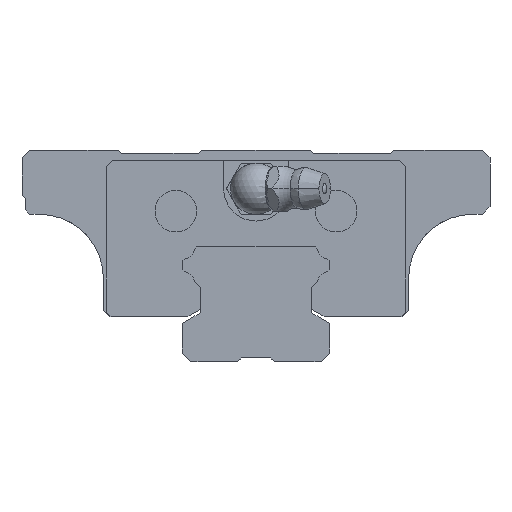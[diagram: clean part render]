
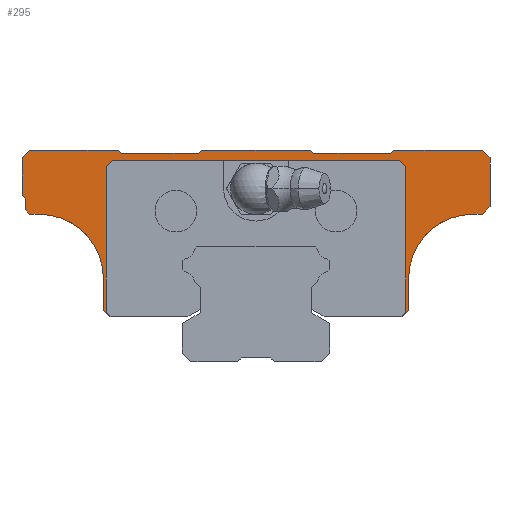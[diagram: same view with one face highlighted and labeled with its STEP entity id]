
A CAD part, front view. The second image highlights one B-rep face of the part: STEP entity #295.
In plain terms, the highlighted planar face has unit normal (0, -1, 0).
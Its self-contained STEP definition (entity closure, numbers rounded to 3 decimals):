
#295=ADVANCED_FACE('',(#646),#647,.T.);
#646=FACE_OUTER_BOUND('',#1174,.T.);
#647=PLANE('',#1175);
#1174=EDGE_LOOP('',(#2335,#2336,#2337,#2338,#2339,#2340,#2341,#2342,#2343,#2344,#2345,#2346,#2347,#2348,#2349,#2350,#2351,#2352,#2353,#2354,#2355,#2356,#2357,#2358,#2359,#2360,#2361,#2362,#2363,#2364,#2365,#2366,#2367,#2368));
#1175=AXIS2_PLACEMENT_3D('',#2369,#2370,#2371);
#2335=ORIENTED_EDGE('',*,*,#3389,.F.);
#2336=ORIENTED_EDGE('',*,*,#3583,.T.);
#2337=ORIENTED_EDGE('',*,*,#3377,.T.);
#2338=ORIENTED_EDGE('',*,*,#3595,.F.);
#2339=ORIENTED_EDGE('',*,*,#3531,.T.);
#2340=ORIENTED_EDGE('',*,*,#3444,.F.);
#2341=ORIENTED_EDGE('',*,*,#3546,.F.);
#2342=ORIENTED_EDGE('',*,*,#3596,.F.);
#2343=ORIENTED_EDGE('',*,*,#3518,.F.);
#2344=ORIENTED_EDGE('',*,*,#3581,.T.);
#2345=ORIENTED_EDGE('',*,*,#3534,.T.);
#2346=ORIENTED_EDGE('',*,*,#3597,.T.);
#2347=ORIENTED_EDGE('',*,*,#3450,.T.);
#2348=ORIENTED_EDGE('',*,*,#3434,.F.);
#2349=ORIENTED_EDGE('',*,*,#3598,.T.);
#2350=ORIENTED_EDGE('',*,*,#3599,.T.);
#2351=ORIENTED_EDGE('',*,*,#3600,.F.);
#2352=ORIENTED_EDGE('',*,*,#3601,.F.);
#2353=ORIENTED_EDGE('',*,*,#3602,.F.);
#2354=ORIENTED_EDGE('',*,*,#3587,.T.);
#2355=ORIENTED_EDGE('',*,*,#3476,.T.);
#2356=ORIENTED_EDGE('',*,*,#3603,.T.);
#2357=ORIENTED_EDGE('',*,*,#3604,.T.);
#2358=ORIENTED_EDGE('',*,*,#3472,.T.);
#2359=ORIENTED_EDGE('',*,*,#3605,.T.);
#2360=ORIENTED_EDGE('',*,*,#3471,.F.);
#2361=ORIENTED_EDGE('',*,*,#3573,.F.);
#2362=ORIENTED_EDGE('',*,*,#3606,.T.);
#2363=ORIENTED_EDGE('',*,*,#3590,.T.);
#2364=ORIENTED_EDGE('',*,*,#3514,.F.);
#2365=ORIENTED_EDGE('',*,*,#3385,.T.);
#2366=ORIENTED_EDGE('',*,*,#3504,.F.);
#2367=ORIENTED_EDGE('',*,*,#3395,.T.);
#2368=ORIENTED_EDGE('',*,*,#3524,.T.);
#2369=CARTESIAN_POINT('',(33.8,-30.25,12.4));
#2370=DIRECTION('',(0.0,-1.0,0.0));
#2371=DIRECTION('',(0.0,0.0,-1.0));
#3377=EDGE_CURVE('',#4095,#4096,#4097,.T.);
#3385=EDGE_CURVE('',#4111,#4112,#4113,.T.);
#3389=EDGE_CURVE('',#4119,#4120,#4121,.T.);
#3395=EDGE_CURVE('',#4132,#4130,#4133,.T.);
#3434=EDGE_CURVE('',#4201,#4202,#4203,.T.);
#3444=EDGE_CURVE('',#4216,#4218,#4219,.T.);
#3450=EDGE_CURVE('',#4229,#4202,#4230,.T.);
#3471=EDGE_CURVE('',#4266,#4248,#4268,.T.);
#3472=EDGE_CURVE('',#4269,#4270,#4271,.T.);
#3476=EDGE_CURVE('',#4277,#4278,#4279,.T.);
#3504=EDGE_CURVE('',#4132,#4112,#4322,.T.);
#3514=EDGE_CURVE('',#4111,#4337,#4338,.T.);
#3518=EDGE_CURVE('',#4343,#4344,#4345,.T.);
#3524=EDGE_CURVE('',#4130,#4120,#4353,.T.);
#3531=EDGE_CURVE('',#4364,#4218,#4365,.T.);
#3534=EDGE_CURVE('',#4369,#4370,#4371,.T.);
#3546=EDGE_CURVE('',#4388,#4216,#4390,.T.);
#3573=EDGE_CURVE('',#4422,#4266,#4423,.T.);
#3581=EDGE_CURVE('',#4343,#4369,#4436,.T.);
#3583=EDGE_CURVE('',#4119,#4095,#4438,.T.);
#3587=EDGE_CURVE('',#4442,#4277,#4443,.T.);
#3590=EDGE_CURVE('',#4447,#4337,#4448,.T.);
#3595=EDGE_CURVE('',#4364,#4096,#4454,.T.);
#3596=EDGE_CURVE('',#4344,#4388,#4455,.T.);
#3597=EDGE_CURVE('',#4370,#4229,#4456,.T.);
#3598=EDGE_CURVE('',#4201,#4457,#4458,.T.);
#3599=EDGE_CURVE('',#4457,#4459,#4460,.T.);
#3600=EDGE_CURVE('',#4461,#4459,#4462,.T.);
#3601=EDGE_CURVE('',#4463,#4461,#4464,.T.);
#3602=EDGE_CURVE('',#4442,#4463,#4465,.T.);
#3603=EDGE_CURVE('',#4278,#4466,#4467,.T.);
#3604=EDGE_CURVE('',#4466,#4269,#4468,.T.);
#3605=EDGE_CURVE('',#4270,#4248,#4469,.T.);
#3606=EDGE_CURVE('',#4422,#4447,#4470,.T.);
#4095=VERTEX_POINT('',#5389);
#4096=VERTEX_POINT('',#5390);
#4097=LINE('',#5391,#5392);
#4111=VERTEX_POINT('',#5413);
#4112=VERTEX_POINT('',#5414);
#4113=LINE('',#5415,#5416);
#4119=VERTEX_POINT('',#5425);
#4120=VERTEX_POINT('',#5426);
#4121=LINE('',#5427,#5428);
#4130=VERTEX_POINT('',#5441);
#4132=VERTEX_POINT('',#5444);
#4133=LINE('',#5445,#5446);
#4201=VERTEX_POINT('',#5544);
#4202=VERTEX_POINT('',#5545);
#4203=LINE('',#5546,#5547);
#4216=VERTEX_POINT('',#5581);
#4218=VERTEX_POINT('',#5584);
#4219=CIRCLE('',#5585,10.0);
#4229=VERTEX_POINT('',#5614);
#4230=LINE('',#5615,#5616);
#4248=VERTEX_POINT('',#5643);
#4266=VERTEX_POINT('',#5698);
#4268=CIRCLE('',#5701,10.0);
#4269=VERTEX_POINT('',#5702);
#4270=VERTEX_POINT('',#5703);
#4271=LINE('',#5704,#5705);
#4277=VERTEX_POINT('',#5714);
#4278=VERTEX_POINT('',#5715);
#4279=LINE('',#5716,#5717);
#4322=LINE('',#5780,#5781);
#4337=VERTEX_POINT('',#5803);
#4338=LINE('',#5804,#5805);
#4343=VERTEX_POINT('',#5812);
#4344=VERTEX_POINT('',#5813);
#4345=LINE('',#5814,#5815);
#4353=LINE('',#5826,#5827);
#4364=VERTEX_POINT('',#5843);
#4365=LINE('',#5844,#5845);
#4369=VERTEX_POINT('',#5851);
#4370=VERTEX_POINT('',#5852);
#4371=LINE('',#5853,#5854);
#4388=VERTEX_POINT('',#5879);
#4390=LINE('',#5882,#5883);
#4422=VERTEX_POINT('',#5935);
#4423=LINE('',#5936,#5937);
#4436=LINE('',#5957,#5958);
#4438=LINE('',#5961,#5962);
#4442=VERTEX_POINT('',#5966);
#4443=LINE('',#5967,#5968);
#4447=VERTEX_POINT('',#5974);
#4448=LINE('',#5975,#5976);
#4454=LINE('',#5985,#5986);
#4455=LINE('',#5987,#5988);
#4456=LINE('',#5989,#5990);
#4457=VERTEX_POINT('',#5991);
#4458=LINE('',#5992,#5993);
#4459=VERTEX_POINT('',#5994);
#4460=LINE('',#5995,#5996);
#4461=VERTEX_POINT('',#5997);
#4462=LINE('',#5998,#5999);
#4463=VERTEX_POINT('',#6000);
#4464=LINE('',#6001,#6002);
#4465=LINE('',#6003,#6004);
#4466=VERTEX_POINT('',#6005);
#4467=LINE('',#6006,#6007);
#4468=LINE('',#6008,#6009);
#4469=LINE('',#6010,#6011);
#4470=LINE('',#6012,#6013);
#5389=CARTESIAN_POINT('',(22.616,-30.25,6.4));
#5390=CARTESIAN_POINT('',(22.8,-30.25,6.4));
#5391=CARTESIAN_POINT('',(10.768,-30.25,6.4));
#5392=VECTOR('',#6740,1000.0);
#5413=CARTESIAN_POINT('',(-23.37,-30.25,7.154));
#5414=CARTESIAN_POINT('',(-23.37,-30.25,29.82));
#5415=CARTESIAN_POINT('',(-23.37,-30.25,7.154));
#5416=VECTOR('',#6748,1000.0);
#5425=CARTESIAN_POINT('',(23.37,-30.25,7.154));
#5426=CARTESIAN_POINT('',(23.37,-30.25,29.82));
#5427=CARTESIAN_POINT('',(23.37,-30.25,7.154));
#5428=VECTOR('',#6752,1000.0);
#5441=CARTESIAN_POINT('',(22.42,-30.25,30.77));
#5444=CARTESIAN_POINT('',(-22.42,-30.25,30.77));
#5445=CARTESIAN_POINT('',(-22.42,-30.25,30.77));
#5446=VECTOR('',#6758,1000.0);
#5544=CARTESIAN_POINT('',(8.5,-30.25,32.4));
#5545=CARTESIAN_POINT('',(9.0,-30.25,31.9));
#5546=CARTESIAN_POINT('',(8.5,-30.25,32.4));
#5547=VECTOR('',#6813,1000.0);
#5581=CARTESIAN_POINT('',(33.8,-30.25,22.4));
#5584=CARTESIAN_POINT('',(23.8,-30.25,12.4));
#5585=AXIS2_PLACEMENT_3D('',#6828,#6829,#6830);
#5614=CARTESIAN_POINT('',(21.0,-30.25,31.9));
#5615=CARTESIAN_POINT('',(21.0,-30.25,31.9));
#5616=VECTOR('',#6839,1000.0);
#5643=CARTESIAN_POINT('',(-33.8,-30.25,22.4));
#5698=CARTESIAN_POINT('',(-23.8,-30.25,12.4));
#5701=AXIS2_PLACEMENT_3D('',#6868,#6869,#6870);
#5702=CARTESIAN_POINT('',(-36.0,-30.25,23.1));
#5703=CARTESIAN_POINT('',(-35.3,-30.25,22.4));
#5704=CARTESIAN_POINT('',(-36.0,-30.25,23.1));
#5705=VECTOR('',#6871,1000.0);
#5714=CARTESIAN_POINT('',(-36.5,-30.25,31.2));
#5715=CARTESIAN_POINT('',(-36.5,-30.25,25.4));
#5716=CARTESIAN_POINT('',(-36.5,-30.25,31.2));
#5717=VECTOR('',#6875,1000.0);
#5780=CARTESIAN_POINT('',(-22.42,-30.25,30.77));
#5781=VECTOR('',#6917,1000.0);
#5803=CARTESIAN_POINT('',(-22.616,-30.25,6.4));
#5804=CARTESIAN_POINT('',(-23.37,-30.25,7.154));
#5805=VECTOR('',#6931,1000.0);
#5812=CARTESIAN_POINT('',(36.5,-30.25,31.2));
#5813=CARTESIAN_POINT('',(36.5,-30.25,23.6));
#5814=CARTESIAN_POINT('',(36.5,-30.25,31.2));
#5815=VECTOR('',#6937,1000.0);
#5826=CARTESIAN_POINT('',(22.42,-30.25,30.77));
#5827=VECTOR('',#6947,1000.0);
#5843=CARTESIAN_POINT('',(23.8,-30.25,7.4));
#5844=CARTESIAN_POINT('',(23.8,-30.25,7.4));
#5845=VECTOR('',#6956,1000.0);
#5851=CARTESIAN_POINT('',(35.3,-30.25,32.4));
#5852=CARTESIAN_POINT('',(21.5,-30.25,32.4));
#5853=CARTESIAN_POINT('',(35.3,-30.25,32.4));
#5854=VECTOR('',#6959,1000.0);
#5879=CARTESIAN_POINT('',(35.3,-30.25,22.4));
#5882=CARTESIAN_POINT('',(35.3,-30.25,22.4));
#5883=VECTOR('',#6975,1000.0);
#5935=CARTESIAN_POINT('',(-23.8,-30.25,7.4));
#5936=CARTESIAN_POINT('',(-23.8,-30.25,7.4));
#5937=VECTOR('',#7014,1000.0);
#5957=CARTESIAN_POINT('',(36.5,-30.25,31.2));
#5958=VECTOR('',#7022,1000.0);
#5961=CARTESIAN_POINT('',(23.37,-30.25,7.154));
#5962=VECTOR('',#7024,1000.0);
#5966=CARTESIAN_POINT('',(-35.3,-30.25,32.4));
#5967=CARTESIAN_POINT('',(-35.3,-30.25,32.4));
#5968=VECTOR('',#7034,1000.0);
#5974=CARTESIAN_POINT('',(-22.8,-30.25,6.4));
#5975=CARTESIAN_POINT('',(-22.8,-30.25,6.4));
#5976=VECTOR('',#7037,1000.0);
#5985=CARTESIAN_POINT('',(23.8,-30.25,7.4));
#5986=VECTOR('',#7044,1000.0);
#5987=CARTESIAN_POINT('',(36.5,-30.25,23.6));
#5988=VECTOR('',#7045,1000.0);
#5989=CARTESIAN_POINT('',(21.5,-30.25,32.4));
#5990=VECTOR('',#7046,1000.0);
#5991=CARTESIAN_POINT('',(-8.5,-30.25,32.4));
#5992=CARTESIAN_POINT('',(8.5,-30.25,32.4));
#5993=VECTOR('',#7047,1000.0);
#5994=CARTESIAN_POINT('',(-9.0,-30.25,31.9));
#5995=CARTESIAN_POINT('',(-8.5,-30.25,32.4));
#5996=VECTOR('',#7048,1000.0);
#5997=CARTESIAN_POINT('',(-21.0,-30.25,31.9));
#5998=CARTESIAN_POINT('',(-21.0,-30.25,31.9));
#5999=VECTOR('',#7049,1000.0);
#6000=CARTESIAN_POINT('',(-21.5,-30.25,32.4));
#6001=CARTESIAN_POINT('',(-21.5,-30.25,32.4));
#6002=VECTOR('',#7050,1000.0);
#6003=CARTESIAN_POINT('',(-35.3,-30.25,32.4));
#6004=VECTOR('',#7051,1000.0);
#6005=CARTESIAN_POINT('',(-36.0,-30.25,24.9));
#6006=CARTESIAN_POINT('',(-36.5,-30.25,25.4));
#6007=VECTOR('',#7052,1000.0);
#6008=CARTESIAN_POINT('',(-36.0,-30.25,24.9));
#6009=VECTOR('',#7053,1000.0);
#6010=CARTESIAN_POINT('',(-35.3,-30.25,22.4));
#6011=VECTOR('',#7054,1000.0);
#6012=CARTESIAN_POINT('',(-23.8,-30.25,7.4));
#6013=VECTOR('',#7055,1000.0);
#6740=DIRECTION('',(1.0,0.0,0.0));
#6748=DIRECTION('',(0.0,0.0,1.0));
#6752=DIRECTION('',(0.0,0.0,1.0));
#6758=DIRECTION('',(1.0,0.0,0.0));
#6813=DIRECTION('',(0.707,0.0,-0.707));
#6828=CARTESIAN_POINT('',(33.8,-30.25,12.4));
#6829=DIRECTION('',(0.0,-1.0,0.0));
#6830=DIRECTION('',(1.0,0.0,0.0));
#6839=DIRECTION('',(-1.0,0.0,0.0));
#6868=CARTESIAN_POINT('',(-33.8,-30.25,12.4));
#6869=DIRECTION('',(0.0,-1.0,0.0));
#6870=DIRECTION('',(1.0,0.0,0.0));
#6871=DIRECTION('',(0.707,0.0,-0.707));
#6875=DIRECTION('',(0.0,0.0,-1.0));
#6917=DIRECTION('',(-0.707,0.0,-0.707));
#6931=DIRECTION('',(0.707,0.0,-0.707));
#6937=DIRECTION('',(0.0,0.0,-1.0));
#6947=DIRECTION('',(0.707,0.0,-0.707));
#6956=DIRECTION('',(0.0,0.0,1.0));
#6959=DIRECTION('',(-1.0,0.0,0.0));
#6975=DIRECTION('',(-1.0,0.0,0.0));
#7014=DIRECTION('',(0.0,0.0,1.0));
#7022=DIRECTION('',(-0.707,0.0,0.707));
#7024=DIRECTION('',(-0.707,0.0,-0.707));
#7034=DIRECTION('',(-0.707,0.0,-0.707));
#7037=DIRECTION('',(1.0,0.0,0.0));
#7044=DIRECTION('',(-0.707,0.0,-0.707));
#7045=DIRECTION('',(-0.707,0.0,-0.707));
#7046=DIRECTION('',(-0.707,0.0,-0.707));
#7047=DIRECTION('',(-1.0,0.0,0.0));
#7048=DIRECTION('',(-0.707,0.0,-0.707));
#7049=DIRECTION('',(1.0,0.0,0.0));
#7050=DIRECTION('',(0.707,0.0,-0.707));
#7051=DIRECTION('',(1.0,0.0,0.0));
#7052=DIRECTION('',(0.707,0.0,-0.707));
#7053=DIRECTION('',(0.0,0.0,-1.0));
#7054=DIRECTION('',(1.0,0.0,0.0));
#7055=DIRECTION('',(0.707,0.0,-0.707));
